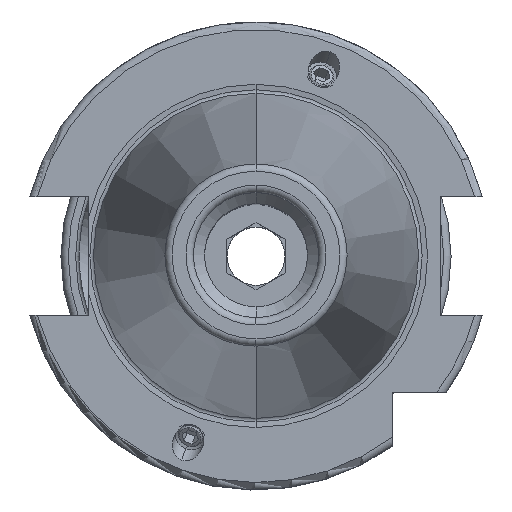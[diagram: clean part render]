
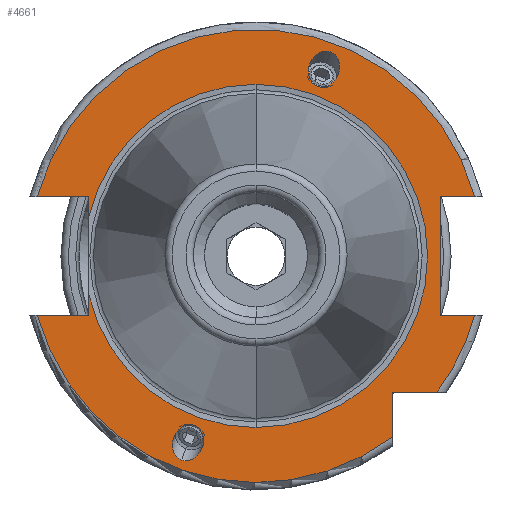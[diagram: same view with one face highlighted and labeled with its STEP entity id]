
A CAD part, top view. The second image highlights one B-rep face of the part: STEP entity #4661.
In plain terms, the highlighted planar face has unit normal (0, 0, 1).
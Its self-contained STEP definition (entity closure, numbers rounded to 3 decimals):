
#1214=DIRECTION('',(1,0,0));
#1215=VECTOR('',#1214,7.004);
#1216=CARTESIAN_POINT('',(-29.704,-8.05,18.1));
#1217=LINE('',#1216,#1215);
#1218=DIRECTION('',(0,1,0));
#1219=VECTOR('',#1218,2.753);
#1220=CARTESIAN_POINT('',(-22.7,-8.05,18.1));
#1221=LINE('',#1220,#1219);
#1222=DIRECTION('',(0,1,0));
#1223=VECTOR('',#1222,2.753);
#1224=CARTESIAN_POINT('',(-22.7,5.297,18.1));
#1225=LINE('',#1224,#1223);
#1226=DIRECTION('',(1,0,0));
#1227=VECTOR('',#1226,7.004);
#1228=CARTESIAN_POINT('',(-29.704,8.05,18.1));
#1229=LINE('',#1228,#1227);
#1230=DIRECTION('',(-1,0,0));
#1231=VECTOR('',#1230,4.704);
#1232=CARTESIAN_POINT('',(29.704,8.05,18.1));
#1233=LINE('',#1232,#1231);
#1234=DIRECTION('',(0,-1,0));
#1235=VECTOR('',#1234,16.1);
#1236=CARTESIAN_POINT('',(25,8.05,18.1));
#1237=LINE('',#1236,#1235);
#1238=DIRECTION('',(-1,0,0));
#1239=VECTOR('',#1238,4.704);
#1240=CARTESIAN_POINT('',(29.704,-8.05,18.1));
#1241=LINE('',#1240,#1239);
#1242=CARTESIAN_POINT('',(0,0,18.1));
#1243=DIRECTION('',(0,0,1));
#1244=DIRECTION('',(0.799,-0.601,0));
#1245=AXIS2_PLACEMENT_3D('',#1242,#1243,#1244);
#1247=DIRECTION('',(-1,0,0));
#1248=VECTOR('',#1247,6.094);
#1249=CARTESIAN_POINT('',(24.594,-18.5,18.1));
#1250=LINE('',#1249,#1248);
#1251=DIRECTION('',(0,1,0));
#1252=VECTOR('',#1251,6.094);
#1253=CARTESIAN_POINT('',(18.5,-24.594,18.1));
#1254=LINE('',#1253,#1252);
#1255=CARTESIAN_POINT('',(10.09,27.723,18.1));
#1256=CARTESIAN_POINT('',(9.863,27.806,18.1));
#1257=CARTESIAN_POINT('',(9.337,27.884,18.1));
#1258=CARTESIAN_POINT('',(8.455,27.594,18.1));
#1259=CARTESIAN_POINT('',(7.834,27.033,18.1));
#1260=CARTESIAN_POINT('',(7.483,26.49,18.1));
#1261=CARTESIAN_POINT('',(7.298,26.077,18.1));
#1262=CARTESIAN_POINT('',(7.174,25.641,18.1));
#1263=CARTESIAN_POINT('',(7.094,25.,18.1));
#1264=CARTESIAN_POINT('',(7.208,24.17,18.1));
#1265=CARTESIAN_POINT('',(7.698,23.381,18.1));
#1266=CARTESIAN_POINT('',(8.152,23.103,18.1));
#1267=CARTESIAN_POINT('',(8.379,23.02,18.1));
#1269=CARTESIAN_POINT('',(8.379,23.02,18.1));
#1270=CARTESIAN_POINT('',(8.606,22.937,18.1));
#1271=CARTESIAN_POINT('',(9.133,22.859,18.1));
#1272=CARTESIAN_POINT('',(10.014,23.149,18.1));
#1273=CARTESIAN_POINT('',(10.635,23.711,18.1));
#1274=CARTESIAN_POINT('',(10.986,24.253,18.1));
#1275=CARTESIAN_POINT('',(11.171,24.667,18.1));
#1276=CARTESIAN_POINT('',(11.295,25.103,18.1));
#1277=CARTESIAN_POINT('',(11.375,25.744,18.1));
#1278=CARTESIAN_POINT('',(11.261,26.573,18.1));
#1279=CARTESIAN_POINT('',(10.771,27.362,18.1));
#1280=CARTESIAN_POINT('',(10.318,27.641,18.1));
#1281=CARTESIAN_POINT('',(10.09,27.723,18.1));
#1283=CARTESIAN_POINT('',(-10.09,-27.723,18.1));
#1284=CARTESIAN_POINT('',(-10.318,-27.641,18.1));
#1285=CARTESIAN_POINT('',(-10.771,-27.362,18.1));
#1286=CARTESIAN_POINT('',(-11.261,-26.573,18.1));
#1287=CARTESIAN_POINT('',(-11.375,-25.744,18.1));
#1288=CARTESIAN_POINT('',(-11.295,-25.103,18.1));
#1289=CARTESIAN_POINT('',(-11.171,-24.667,18.1));
#1290=CARTESIAN_POINT('',(-10.986,-24.253,18.1));
#1291=CARTESIAN_POINT('',(-10.635,-23.711,18.1));
#1292=CARTESIAN_POINT('',(-10.014,-23.149,18.1));
#1293=CARTESIAN_POINT('',(-9.133,-22.859,18.1));
#1294=CARTESIAN_POINT('',(-8.606,-22.937,18.1));
#1295=CARTESIAN_POINT('',(-8.379,-23.02,18.1));
#1297=CARTESIAN_POINT('',(-8.379,-23.02,18.1));
#1298=CARTESIAN_POINT('',(-8.152,-23.103,18.1));
#1299=CARTESIAN_POINT('',(-7.698,-23.381,18.1));
#1300=CARTESIAN_POINT('',(-7.208,-24.17,18.1));
#1301=CARTESIAN_POINT('',(-7.094,-25.,18.1));
#1302=CARTESIAN_POINT('',(-7.174,-25.641,18.1));
#1303=CARTESIAN_POINT('',(-7.298,-26.077,18.1));
#1304=CARTESIAN_POINT('',(-7.483,-26.49,18.1));
#1305=CARTESIAN_POINT('',(-7.834,-27.033,18.1));
#1306=CARTESIAN_POINT('',(-8.455,-27.594,18.1));
#1307=CARTESIAN_POINT('',(-9.337,-27.884,18.1));
#1308=CARTESIAN_POINT('',(-9.863,-27.806,18.1));
#1309=CARTESIAN_POINT('',(-10.09,-27.723,18.1));
#1319=CARTESIAN_POINT('',(0,0,18.1));
#1320=DIRECTION('',(0,0,1));
#1321=DIRECTION('',(0,1,0));
#1322=AXIS2_PLACEMENT_3D('',#1319,#1320,#1321);
#1332=CARTESIAN_POINT('',(0,0,18.1));
#1333=DIRECTION('',(0,0,1));
#1334=DIRECTION('',(-0.974,-0.227,0));
#1335=AXIS2_PLACEMENT_3D('',#1332,#1333,#1334);
#1337=CARTESIAN_POINT('',(0,0,18.1));
#1338=DIRECTION('',(0,0,-1));
#1339=DIRECTION('',(0,1,0));
#1340=AXIS2_PLACEMENT_3D('',#1337,#1338,#1339);
#2521=CARTESIAN_POINT('',(0,0,18.1));
#2522=DIRECTION('',(0,0,1));
#2523=DIRECTION('',(0.965,0.262,0));
#2524=AXIS2_PLACEMENT_3D('',#2521,#2522,#2523);
#2572=CARTESIAN_POINT('',(0,0,18.1));
#2573=DIRECTION('',(0,0,1));
#2574=DIRECTION('',(-0.965,-0.262,0));
#2575=AXIS2_PLACEMENT_3D('',#2572,#2573,#2574);
#3124=CARTESIAN_POINT('',(-29.704,-8.05,18.1));
#3125=CARTESIAN_POINT('',(-22.7,-8.05,18.1));
#3126=VERTEX_POINT('',#3124);
#3127=VERTEX_POINT('',#3125);
#3128=CARTESIAN_POINT('',(-22.7,-5.297,18.1));
#3129=VERTEX_POINT('',#3128);
#3130=CARTESIAN_POINT('',(-22.7,5.297,18.1));
#3131=CARTESIAN_POINT('',(-22.7,8.05,18.1));
#3132=VERTEX_POINT('',#3130);
#3133=VERTEX_POINT('',#3131);
#3134=CARTESIAN_POINT('',(-29.704,8.05,18.1));
#3135=VERTEX_POINT('',#3134);
#3136=CARTESIAN_POINT('',(25,8.05,18.1));
#3137=CARTESIAN_POINT('',(25,-8.05,18.1));
#3138=VERTEX_POINT('',#3136);
#3139=VERTEX_POINT('',#3137);
#3140=CARTESIAN_POINT('',(29.704,-8.05,18.1));
#3141=VERTEX_POINT('',#3140);
#3142=CARTESIAN_POINT('',(29.704,8.05,18.1));
#3143=VERTEX_POINT('',#3142);
#3144=CARTESIAN_POINT('',(18.5,-24.594,18.1));
#3145=CARTESIAN_POINT('',(18.5,-18.5,18.1));
#3146=VERTEX_POINT('',#3144);
#3147=VERTEX_POINT('',#3145);
#3148=CARTESIAN_POINT('',(24.594,-18.5,18.1));
#3149=VERTEX_POINT('',#3148);
#3258=VERTEX_POINT('',#1255);
#3259=VERTEX_POINT('',#1267);
#3309=CARTESIAN_POINT('',(-10.09,-27.723,18.1));
#3311=VERTEX_POINT('',#3309);
#3316=CARTESIAN_POINT('',(-8.379,-23.02,18.1));
#3317=VERTEX_POINT('',#3316);
#3362=CARTESIAN_POINT('',(0,23.31,18.1));
#3363=VERTEX_POINT('',#3362);
#3364=CARTESIAN_POINT('',(0,-23.31,18.1));
#3365=VERTEX_POINT('',#3364);
#4619=CARTESIAN_POINT('',(0,0,18.1));
#4620=DIRECTION('',(0,0,-1));
#4621=DIRECTION('',(0,-1,0));
#4622=AXIS2_PLACEMENT_3D('',#4619,#4620,#4621);
#4623=PLANE('',#4622);
#4624=ORIENTED_EDGE('',*,*,#4598,.T.);
#4625=ORIENTED_EDGE('',*,*,#3650,.T.);
#4627=ORIENTED_EDGE('',*,*,#4626,.T.);
#4629=ORIENTED_EDGE('',*,*,#4628,.F.);
#4631=ORIENTED_EDGE('',*,*,#4630,.T.);
#4632=ORIENTED_EDGE('',*,*,#3646,.T.);
#4633=ORIENTED_EDGE('',*,*,#3709,.F.);
#4635=ORIENTED_EDGE('',*,*,#4634,.F.);
#4637=ORIENTED_EDGE('',*,*,#4636,.T.);
#4639=ORIENTED_EDGE('',*,*,#4638,.T.);
#4640=ORIENTED_EDGE('',*,*,#3793,.F.);
#4642=ORIENTED_EDGE('',*,*,#4641,.F.);
#4643=ORIENTED_EDGE('',*,*,#3851,.T.);
#4644=ORIENTED_EDGE('',*,*,#3918,.F.);
#4646=ORIENTED_EDGE('',*,*,#4645,.F.);
#4647=EDGE_LOOP('',(#4624,#4625,#4627,#4629,#4631,#4632,#4633,#4635,#4637,#4639,
#4640,#4642,#4643,#4644,#4646));
#4648=FACE_OUTER_BOUND('',#4647,.F.);
#4650=ORIENTED_EDGE('',*,*,#4649,.T.);
#4652=ORIENTED_EDGE('',*,*,#4651,.T.);
#4653=EDGE_LOOP('',(#4650,#4652));
#4654=FACE_BOUND('',#4653,.F.);
#4656=ORIENTED_EDGE('',*,*,#4655,.F.);
#4658=ORIENTED_EDGE('',*,*,#4657,.F.);
#4659=EDGE_LOOP('',(#4656,#4658));
#4660=FACE_BOUND('',#4659,.F.);
#4661=ADVANCED_FACE('',(#4648,#4654,#4660),#4623,.F.);
#1246=CIRCLE('',#1245,30.775);
#1268=B_SPLINE_CURVE_WITH_KNOTS('',3,(#1255,#1256,#1257,#1258,#1259,#1260,#1261,
#1262,#1263,#1264,#1265,#1266,#1267),.UNSPECIFIED.,.F.,.F.,(4,1,1,1,1,1,1,1,1,1,
4),(0,0.125,0.25,0.375,0.438,0.5,0.563,0.625,0.75,0.875,
1.0),.UNSPECIFIED.);
#1282=B_SPLINE_CURVE_WITH_KNOTS('',3,(#1269,#1270,#1271,#1272,#1273,#1274,#1275,
#1276,#1277,#1278,#1279,#1280,#1281),.UNSPECIFIED.,.F.,.F.,(4,1,1,1,1,1,1,1,1,1,
4),(0,0.125,0.25,0.375,0.438,0.5,0.563,0.625,0.75,0.875,
1.0),.UNSPECIFIED.);
#1296=B_SPLINE_CURVE_WITH_KNOTS('',3,(#1283,#1284,#1285,#1286,#1287,#1288,#1289,
#1290,#1291,#1292,#1293,#1294,#1295),.UNSPECIFIED.,.F.,.F.,(4,1,1,1,1,1,1,1,1,1,
4),(0,0.125,0.25,0.375,0.438,0.5,0.563,0.625,0.75,0.875,
1.0),.UNSPECIFIED.);
#1310=B_SPLINE_CURVE_WITH_KNOTS('',3,(#1297,#1298,#1299,#1300,#1301,#1302,#1303,
#1304,#1305,#1306,#1307,#1308,#1309),.UNSPECIFIED.,.F.,.F.,(4,1,1,1,1,1,1,1,1,1,
4),(0,0.125,0.25,0.375,0.438,0.5,0.563,0.625,0.75,0.875,
1.0),.UNSPECIFIED.);
#1323=CIRCLE('',#1322,23.31);
#1336=CIRCLE('',#1335,23.31);
#1341=CIRCLE('',#1340,23.31);
#2525=CIRCLE('',#2524,30.775);
#2576=CIRCLE('',#2575,30.775);
#3646=EDGE_CURVE('',#3132,#3133,#1225,.T.);
#3650=EDGE_CURVE('',#3127,#3129,#1221,.T.);
#3709=EDGE_CURVE('',#3135,#3133,#1229,.T.);
#3793=EDGE_CURVE('',#3141,#3139,#1241,.T.);
#3851=EDGE_CURVE('',#3149,#3147,#1250,.T.);
#3918=EDGE_CURVE('',#3146,#3147,#1254,.T.);
#4598=EDGE_CURVE('',#3126,#3127,#1217,.T.);
#4626=EDGE_CURVE('',#3129,#3365,#1336,.T.);
#4628=EDGE_CURVE('',#3363,#3365,#1341,.T.);
#4630=EDGE_CURVE('',#3363,#3132,#1323,.T.);
#4634=EDGE_CURVE('',#3143,#3135,#2525,.T.);
#4636=EDGE_CURVE('',#3143,#3138,#1233,.T.);
#4638=EDGE_CURVE('',#3138,#3139,#1237,.T.);
#4641=EDGE_CURVE('',#3149,#3141,#1246,.T.);
#4645=EDGE_CURVE('',#3126,#3146,#2576,.T.);
#4649=EDGE_CURVE('',#3258,#3259,#1268,.T.);
#4651=EDGE_CURVE('',#3259,#3258,#1282,.T.);
#4655=EDGE_CURVE('',#3311,#3317,#1296,.T.);
#4657=EDGE_CURVE('',#3317,#3311,#1310,.T.);
